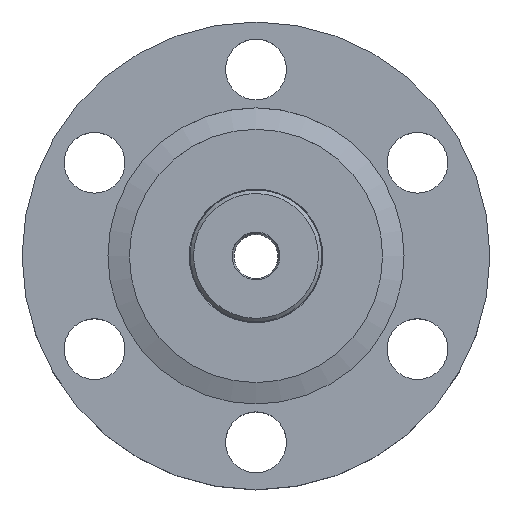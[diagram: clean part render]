
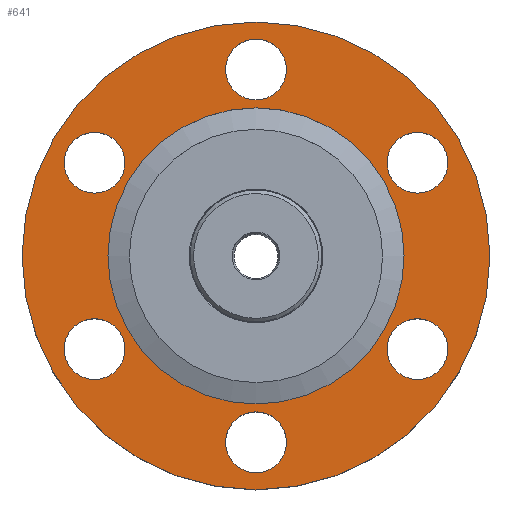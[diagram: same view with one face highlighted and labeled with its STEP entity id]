
A CAD part, top view. The second image highlights one B-rep face of the part: STEP entity #641.
In plain terms, the highlighted planar face has unit normal (0, 0, 1).
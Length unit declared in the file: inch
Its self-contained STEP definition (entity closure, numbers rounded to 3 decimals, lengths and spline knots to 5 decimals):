
#59=PLANE('',#767);
#112=FACE_BOUND('',#265,.T.);
#113=FACE_BOUND('',#266,.T.);
#114=FACE_BOUND('',#267,.T.);
#115=FACE_BOUND('',#268,.T.);
#116=FACE_BOUND('',#269,.T.);
#117=FACE_BOUND('',#270,.T.);
#118=FACE_BOUND('',#271,.T.);
#165=FACE_OUTER_BOUND('',#264,.T.);
#264=EDGE_LOOP('',(#534));
#265=EDGE_LOOP('',(#535));
#266=EDGE_LOOP('',(#536));
#267=EDGE_LOOP('',(#537));
#268=EDGE_LOOP('',(#538));
#269=EDGE_LOOP('',(#539));
#270=EDGE_LOOP('',(#540));
#271=EDGE_LOOP('',(#541));
#310=CIRCLE('',#742,0.421);
#313=CIRCLE('',#747,0.0865);
#315=CIRCLE('',#750,0.0865);
#317=CIRCLE('',#753,0.0865);
#319=CIRCLE('',#756,0.0865);
#321=CIRCLE('',#759,0.0865);
#323=CIRCLE('',#762,0.0865);
#325=CIRCLE('',#766,0.665);
#364=VERTEX_POINT('',#1086);
#367=VERTEX_POINT('',#1094);
#369=VERTEX_POINT('',#1099);
#371=VERTEX_POINT('',#1104);
#373=VERTEX_POINT('',#1109);
#375=VERTEX_POINT('',#1114);
#377=VERTEX_POINT('',#1119);
#379=VERTEX_POINT('',#1125);
#418=EDGE_CURVE('',#364,#364,#310,.T.);
#421=EDGE_CURVE('',#367,#367,#313,.T.);
#423=EDGE_CURVE('',#369,#369,#315,.T.);
#425=EDGE_CURVE('',#371,#371,#317,.T.);
#427=EDGE_CURVE('',#373,#373,#319,.T.);
#429=EDGE_CURVE('',#375,#375,#321,.T.);
#431=EDGE_CURVE('',#377,#377,#323,.T.);
#433=EDGE_CURVE('',#379,#379,#325,.T.);
#534=ORIENTED_EDGE('',*,*,#433,.F.);
#535=ORIENTED_EDGE('',*,*,#418,.T.);
#536=ORIENTED_EDGE('',*,*,#421,.T.);
#537=ORIENTED_EDGE('',*,*,#423,.T.);
#538=ORIENTED_EDGE('',*,*,#425,.T.);
#539=ORIENTED_EDGE('',*,*,#427,.T.);
#540=ORIENTED_EDGE('',*,*,#429,.T.);
#541=ORIENTED_EDGE('',*,*,#431,.T.);
#641=ADVANCED_FACE('',(#165,#112,#113,#114,#115,#116,#117,#118),#59,.F.);
#742=AXIS2_PLACEMENT_3D('',#1087,#920,#921);
#747=AXIS2_PLACEMENT_3D('',#1095,#930,#931);
#750=AXIS2_PLACEMENT_3D('',#1100,#936,#937);
#753=AXIS2_PLACEMENT_3D('',#1105,#942,#943);
#756=AXIS2_PLACEMENT_3D('',#1110,#948,#949);
#759=AXIS2_PLACEMENT_3D('',#1115,#954,#955);
#762=AXIS2_PLACEMENT_3D('',#1120,#960,#961);
#766=AXIS2_PLACEMENT_3D('',#1126,#968,#969);
#767=AXIS2_PLACEMENT_3D('',#1127,#970,#971);
#920=DIRECTION('center_axis',(0.,0.,-1.));
#921=DIRECTION('ref_axis',(0.,1.,0.));
#930=DIRECTION('center_axis',(0.,0.,-1.));
#931=DIRECTION('ref_axis',(0.5,-0.866,0.));
#936=DIRECTION('center_axis',(0.,0.,-1.));
#937=DIRECTION('ref_axis',(-0.5,-0.866,0.));
#942=DIRECTION('center_axis',(0.,0.,-1.));
#943=DIRECTION('ref_axis',(-1.,0.,0.));
#948=DIRECTION('center_axis',(0.,0.,-1.));
#949=DIRECTION('ref_axis',(-0.5,0.866,0.));
#954=DIRECTION('center_axis',(0.,0.,-1.));
#955=DIRECTION('ref_axis',(0.5,0.866,0.));
#960=DIRECTION('center_axis',(0.,0.,-1.));
#961=DIRECTION('ref_axis',(1.,0.,0.));
#968=DIRECTION('center_axis',(0.,0.,-1.));
#969=DIRECTION('ref_axis',(-1.,0.,0.));
#970=DIRECTION('center_axis',(0.,0.,-1.));
#971=DIRECTION('ref_axis',(-1.,0.,0.));
#1086=CARTESIAN_POINT('',(0.,0.421,0.15));
#1087=CARTESIAN_POINT('Origin',(0.,0.,0.15));
#1094=CARTESIAN_POINT('',(0.50224,0.19009,0.15));
#1095=CARTESIAN_POINT('Origin',(0.45899,0.265,0.15));
#1099=CARTESIAN_POINT('',(0.41574,-0.33991,0.15));
#1100=CARTESIAN_POINT('Origin',(0.45899,-0.265,0.15));
#1104=CARTESIAN_POINT('',(-0.0865,-0.53,0.15));
#1105=CARTESIAN_POINT('Origin',(0.,-0.53,0.15));
#1109=CARTESIAN_POINT('',(-0.50224,-0.19009,0.15));
#1110=CARTESIAN_POINT('Origin',(-0.45899,-0.265,0.15));
#1114=CARTESIAN_POINT('',(-0.41574,0.33991,0.15));
#1115=CARTESIAN_POINT('Origin',(-0.45899,0.265,0.15));
#1119=CARTESIAN_POINT('',(0.0865,0.53,0.15));
#1120=CARTESIAN_POINT('Origin',(0.,0.53,0.15));
#1125=CARTESIAN_POINT('',(0.665,0.,0.15));
#1126=CARTESIAN_POINT('Origin',(0.,0.,0.15));
#1127=CARTESIAN_POINT('Origin',(0.,0.,0.15));
